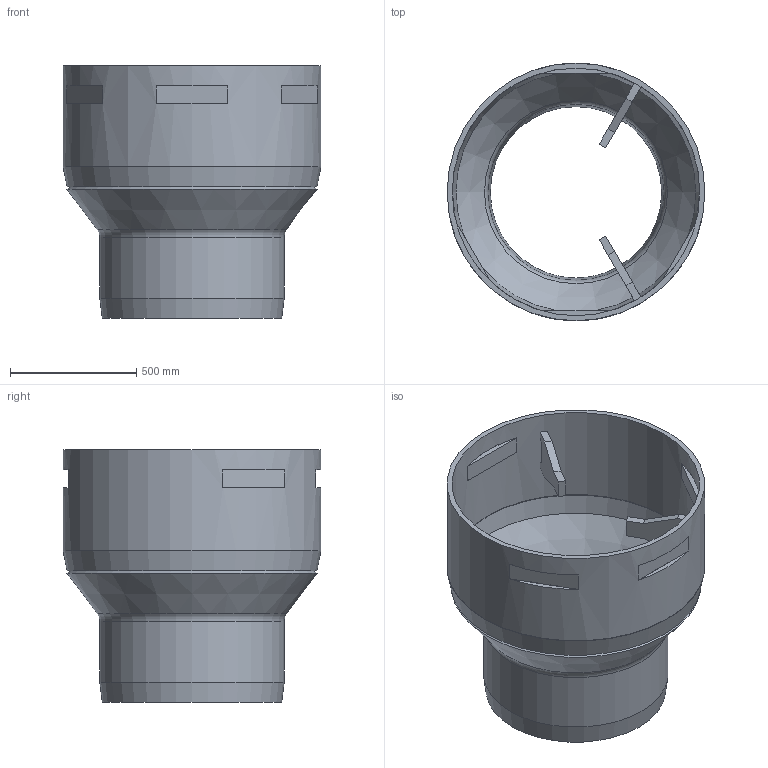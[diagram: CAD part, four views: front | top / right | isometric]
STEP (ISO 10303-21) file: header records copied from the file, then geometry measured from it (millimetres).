
FILE_DESCRIPTION(/* description */ (''),/* implementation_level */ '2;1');
FILE_NAME(/* name */ '15084.050X_3D.stp',/* time_stamp */ '2025-06-02T09:49:25+02:00',/* author */ ('c.rudolph'),/* organization */ (''),/* preprocessor_version */ 'ST-DEVELOPER v20',/* originating_system */ 'AutoCAD Mechanical',/* authorisation */ '');
FILE_SCHEMA (('AUTOMOTIVE_DESIGN { 1 0 10303 214 3 1 1 }'));
Length unit declared in the file: centimetre
Products named in the file (2): Product; *S1
Assembly tree (1 placements, depth 2):
  Product
    *S1
Bounding box: 1020 x 1020 x 1000 mm (x, y, z)
Volume: 53367157 mm3; surface area: 6126480.5 mm2
Topology: 4 solids, 4 shells, 70 faces, 172 edges, 108 vertices
Faces by surface type: plane 53, cone 9, torus 4, cylinder 4
Full cylindrical faces by diameter (mm): 698 x1, 730 x1, 980 x1, 1020 x1
Entity records: 2126 total; most frequent: DIRECTION 364, CARTESIAN_POINT 353, ORIENTED_EDGE 342, EDGE_CURVE 171, LINE 126, VECTOR 126, AXIS2_PLACEMENT_3D 119, VERTEX_POINT 106
